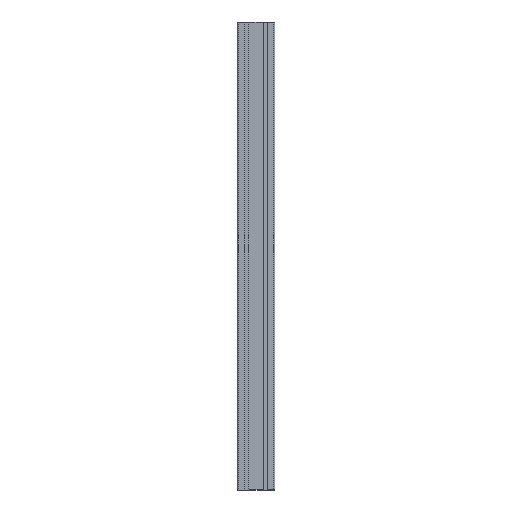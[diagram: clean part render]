
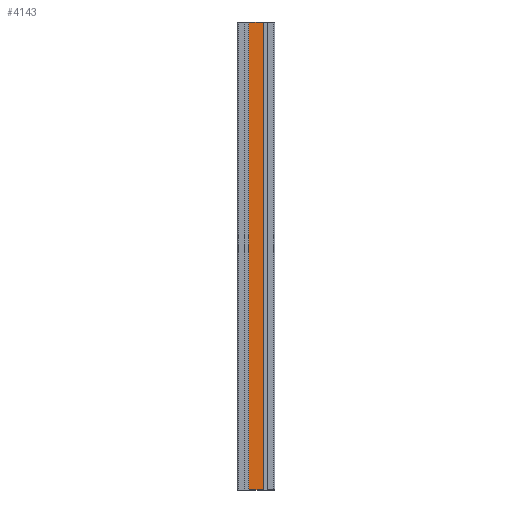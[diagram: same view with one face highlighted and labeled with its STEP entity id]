
A CAD part, front view. The second image highlights one B-rep face of the part: STEP entity #4143.
In plain terms, the highlighted planar face has unit normal (0, -1, 0).
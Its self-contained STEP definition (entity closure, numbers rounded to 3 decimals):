
#1994=PLANE('',#4057);
#2096=ORIENTED_EDGE('',*,*,#2980,.T.);
#2097=ORIENTED_EDGE('',*,*,#2981,.F.);
#2098=ORIENTED_EDGE('',*,*,#2977,.F.);
#2099=ORIENTED_EDGE('',*,*,#2982,.T.);
#2475=VECTOR('',#3345,1.);
#2478=VECTOR('',#3350,1.);
#2479=VECTOR('',#3351,1.);
#2480=VECTOR('',#3352,1.);
#2659=LINE('',#3702,#2475);
#2662=LINE('',#3708,#2478);
#2663=LINE('',#3709,#2479);
#2664=LINE('',#3710,#2480);
#2838=VERTEX_POINT('',#3700);
#2839=VERTEX_POINT('',#3701);
#2840=VERTEX_POINT('',#3706);
#2841=VERTEX_POINT('',#3707);
#2977=EDGE_CURVE('',#2838,#2839,#2659,.T.);
#2980=EDGE_CURVE('',#2840,#2841,#2662,.T.);
#2981=EDGE_CURVE('',#2839,#2841,#2663,.T.);
#2982=EDGE_CURVE('',#2838,#2840,#2664,.T.);
#3157=EDGE_LOOP('',(#2096,#2097,#2098,#2099));
#3233=FACE_BOUND('',#3157,.T.);
#3345=DIRECTION('',(-1000.,0.,0.));
#3348=DIRECTION('',(0.,-1.,0.));
#3349=DIRECTION('',(-1.,0.,0.));
#3350=DIRECTION('',(-1000.,0.,0.));
#3351=DIRECTION('',(0.,0.,31.8));
#3352=DIRECTION('',(0.,0.,31.8));
#3700=CARTESIAN_POINT('',(1000.,-20.,-15.9));
#3701=CARTESIAN_POINT('',(0.,-20.,-15.9));
#3702=CARTESIAN_POINT('',(1000.,-20.,-15.9));
#3705=CARTESIAN_POINT('',(1000.,-20.,15.9));
#3706=CARTESIAN_POINT('',(1000.,-20.,15.9));
#3707=CARTESIAN_POINT('',(0.,-20.,15.9));
#3708=CARTESIAN_POINT('',(1000.,-20.,15.9));
#3709=CARTESIAN_POINT('',(0.,-20.,-15.9));
#3710=CARTESIAN_POINT('',(1000.,-20.,-15.9));
#4057=AXIS2_PLACEMENT_3D('',#3705,#3348,#3349);
#4143=ADVANCED_FACE('',(#3233),#1994,.T.);
